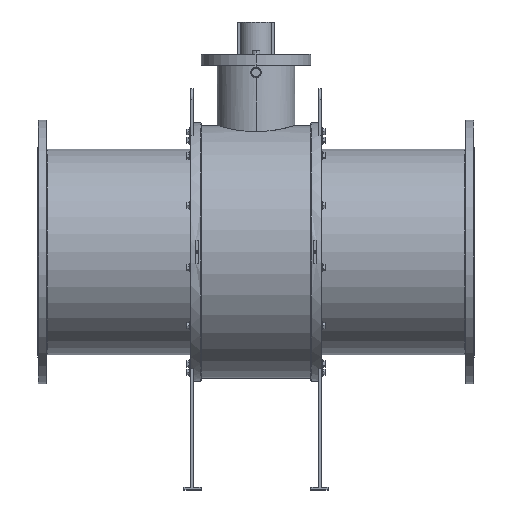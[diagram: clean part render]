
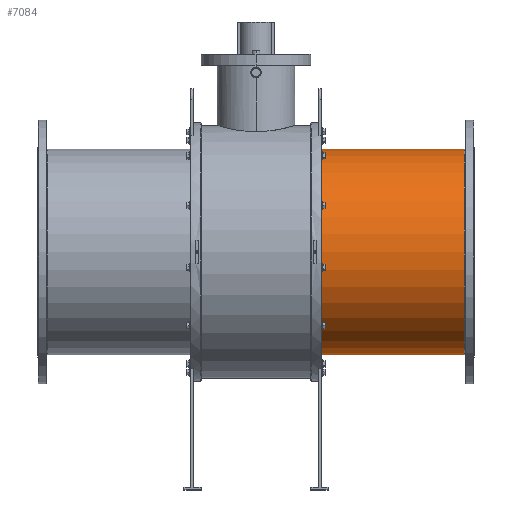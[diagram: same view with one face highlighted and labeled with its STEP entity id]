
A CAD part, top view. The second image highlights one B-rep face of the part: STEP entity #7084.
In plain terms, the highlighted cylindrical face has radius 388.5 mm (diameter 777 mm), a partial arc.
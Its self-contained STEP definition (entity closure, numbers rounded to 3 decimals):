
#1 = DIRECTION ( 'NONE',  ( 0., 0., -1. ) ) ;
#175 = VERTEX_POINT ( 'NONE', #10567 ) ;
#595 = EDGE_CURVE ( 'NONE', #1012, #175, #9055, .T. ) ;
#972 = DIRECTION ( 'NONE',  ( -1., 0., 0. ) ) ;
#1012 = VERTEX_POINT ( 'NONE', #3552 ) ;
#1133 = CARTESIAN_POINT ( 'NONE',  ( 247.5, 0., 0. ) ) ;
#1148 = AXIS2_PLACEMENT_3D ( 'NONE', #13995, #972, #13849 ) ;
#1284 = EDGE_CURVE ( 'NONE', #13250, #1012, #7259, .T. ) ;
#1505 = DIRECTION ( 'NONE',  ( -1., 0., 0. ) ) ;
#1550 = CARTESIAN_POINT ( 'NONE',  ( -825.5, 0., 0. ) ) ;
#1837 = VECTOR ( 'NONE', #1505, 1000. ) ;
#2348 = ORIENTED_EDGE ( 'NONE', *, *, #595, .T. ) ;
#3406 = CIRCLE ( 'NONE', #7940, 388.5 ) ;
#3552 = CARTESIAN_POINT ( 'NONE',  ( 788.5, 388.5, 0. ) ) ;
#5666 = VERTEX_POINT ( 'NONE', #8115 ) ;
#6194 = AXIS2_PLACEMENT_3D ( 'NONE', #1550, #10451, #12451 ) ;
#6608 = CARTESIAN_POINT ( 'NONE',  ( -825.5, 388.5, 0. ) ) ;
#7053 = ORIENTED_EDGE ( 'NONE', *, *, #10647, .T. ) ;
#7084 = ADVANCED_FACE ( 'NONE', ( #9101 ), #8089, .T. ) ;
#7259 = CIRCLE ( 'NONE', #1148, 388.5 ) ;
#7508 = LINE ( 'NONE', #11883, #13754 ) ;
#7665 = CARTESIAN_POINT ( 'NONE',  ( 788.5, -388.5, 0. ) ) ;
#7860 = ORIENTED_EDGE ( 'NONE', *, *, #13547, .F. ) ;
#7940 = AXIS2_PLACEMENT_3D ( 'NONE', #1133, #8819, #1 ) ;
#8089 = CYLINDRICAL_SURFACE ( 'NONE', #6194, 388.5 ) ;
#8115 = CARTESIAN_POINT ( 'NONE',  ( 247.5, -388.5, 0. ) ) ;
#8819 = DIRECTION ( 'NONE',  ( 1., 0., 0. ) ) ;
#9055 = LINE ( 'NONE', #6608, #1837 ) ;
#9101 = FACE_OUTER_BOUND ( 'NONE', #11276, .T. ) ;
#10451 = DIRECTION ( 'NONE',  ( -1., 0., 0. ) ) ;
#10567 = CARTESIAN_POINT ( 'NONE',  ( 247.5, 388.5, 0. ) ) ;
#10647 = EDGE_CURVE ( 'NONE', #175, #5666, #3406, .T. ) ;
#11276 = EDGE_LOOP ( 'NONE', ( #11566, #2348, #7053, #7860 ) ) ;
#11566 = ORIENTED_EDGE ( 'NONE', *, *, #1284, .T. ) ;
#11746 = DIRECTION ( 'NONE',  ( -1., 0., 0. ) ) ;
#11883 = CARTESIAN_POINT ( 'NONE',  ( -825.5, -388.5, 0. ) ) ;
#12451 = DIRECTION ( 'NONE',  ( 0., -1., 0. ) ) ;
#13250 = VERTEX_POINT ( 'NONE', #7665 ) ;
#13547 = EDGE_CURVE ( 'NONE', #13250, #5666, #7508, .T. ) ;
#13754 = VECTOR ( 'NONE', #11746, 1000. ) ;
#13849 = DIRECTION ( 'NONE',  ( 0., 1., 0. ) ) ;
#13995 = CARTESIAN_POINT ( 'NONE',  ( 788.5, 0., 0. ) ) ;
